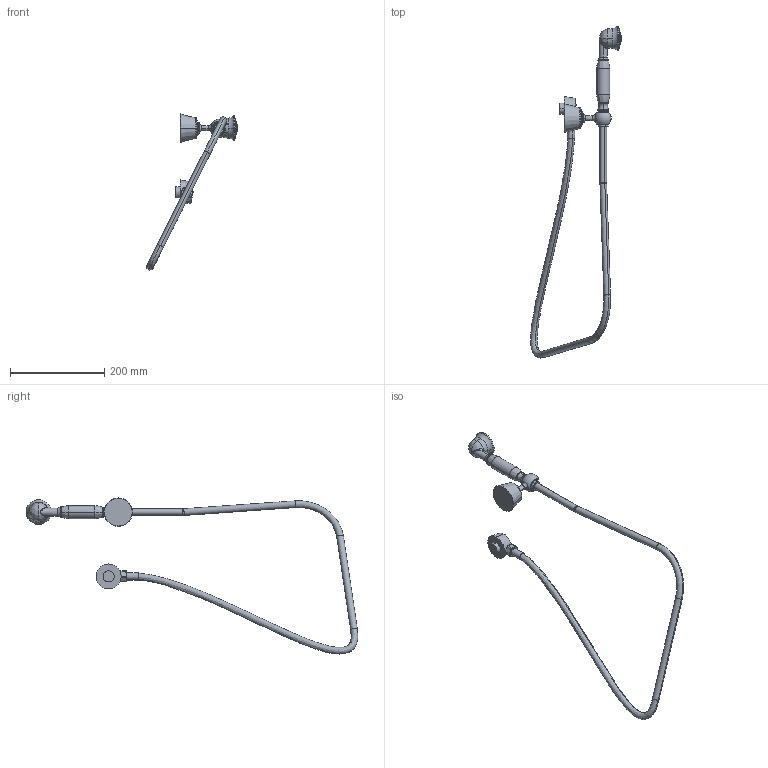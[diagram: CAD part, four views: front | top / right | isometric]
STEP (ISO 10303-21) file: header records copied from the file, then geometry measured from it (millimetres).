
FILE_DESCRIPTION((''),'2;1');
FILE_NAME('281A','2020-12-11T09:50:27',('jinson.thomas'),(''),'CREO PARAMETRIC BY PTC INC, 2018400','CREO PARAMETRIC BY PTC INC, 2018400','');
FILE_SCHEMA(('CONFIG_CONTROL_DESIGN'));
Length unit declared in the file: inch
Products named in the file (1): 281A
Bounding box: 192.44 x 703.38 x 330.9 mm (x, y, z)
Volume: 480479.3 mm3; surface area: 106252.4 mm2
Topology: 1 solids, 2 shells, 351 faces, 790 edges, 483 vertices
Faces by surface type: cylinder 111, plane 92, torus 56, cone 46, bspline 33, sphere 13
Entity records: 13398 total; most frequent: CARTESIAN_POINT 5677, DIRECTION 1633, ORIENTED_EDGE 1580, EDGE_CURVE 790, AXIS2_PLACEMENT_3D 712, VERTEX_POINT 483, EDGE_LOOP 397, CIRCLE 394
